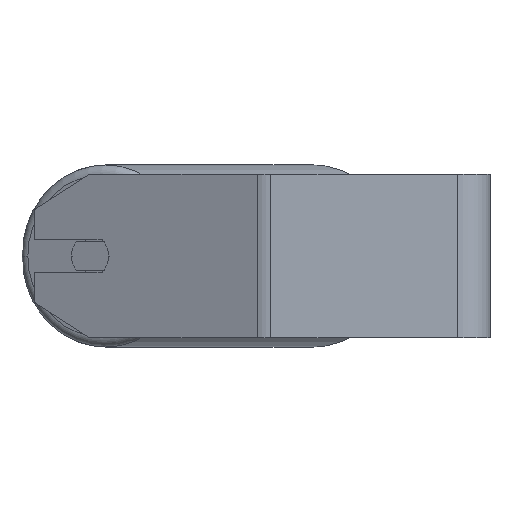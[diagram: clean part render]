
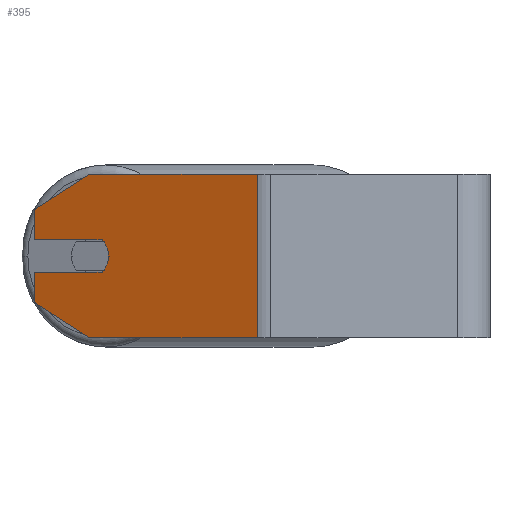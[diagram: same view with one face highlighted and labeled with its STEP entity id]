
A CAD part, left-side view. The second image highlights one B-rep face of the part: STEP entity #395.
In plain terms, the highlighted planar face has unit normal (-0.906, 0.423, 0).
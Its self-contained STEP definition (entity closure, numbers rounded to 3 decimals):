
#192 = ORIENTED_EDGE ( 'NONE', *, *, #2254, .T. ) ;
#393 = CARTESIAN_POINT ( 'NONE',  ( -260.424, 195.438, -40. ) ) ;
#395 = ADVANCED_FACE ( 'NONE', ( #6440 ), #5342, .F. ) ;
#525 = ORIENTED_EDGE ( 'NONE', *, *, #4556, .F. ) ;
#540 = EDGE_CURVE ( 'NONE', #4318, #4719, #3465, .T. ) ;
#552 = DIRECTION ( 'NONE',  ( -0.423, -0.906, 0. ) ) ;
#579 = CARTESIAN_POINT ( 'NONE',  ( -247.745, 222.627, 8. ) ) ;
#628 = DIRECTION ( 'NONE',  ( 0., 0., -1. ) ) ;
#667 = EDGE_CURVE ( 'NONE', #4106, #2108, #6201, .T. ) ;
#754 = VERTEX_POINT ( 'NONE', #1602 ) ;
#891 = VECTOR ( 'NONE', #1603, 1000. ) ;
#1023 = LINE ( 'NONE', #1516, #4693 ) ;
#1030 = EDGE_CURVE ( 'NONE', #2899, #5922, #1023, .T. ) ;
#1031 = ORIENTED_EDGE ( 'NONE', *, *, #1512, .T. ) ;
#1065 = VERTEX_POINT ( 'NONE', #2483 ) ;
#1149 = CARTESIAN_POINT ( 'NONE',  ( -262.959, 190., -8. ) ) ;
#1423 = VECTOR ( 'NONE', #6512, 1000. ) ;
#1512 = EDGE_CURVE ( 'NONE', #2108, #3207, #5028, .T. ) ;
#1516 = CARTESIAN_POINT ( 'NONE',  ( -247.745, 222.627, 22.679 ) ) ;
#1602 = CARTESIAN_POINT ( 'NONE',  ( -298.501, 113.78, 40. ) ) ;
#1603 = DIRECTION ( 'NONE',  ( 0.423, 0.906, 0. ) ) ;
#1683 = CARTESIAN_POINT ( 'NONE',  ( -260.424, 195.438, 0. ) ) ;
#1736 = CARTESIAN_POINT ( 'NONE',  ( -247.745, 222.627, 22.679 ) ) ;
#1777 = ORIENTED_EDGE ( 'NONE', *, *, #5021, .F. ) ;
#1975 = CARTESIAN_POINT ( 'NONE',  ( -247.745, 222.627, 40. ) ) ;
#2011 = ORIENTED_EDGE ( 'NONE', *, *, #667, .T. ) ;
#2069 = CARTESIAN_POINT ( 'NONE',  ( -260.424, 195.438, 40. ) ) ;
#2108 = VERTEX_POINT ( 'NONE', #4218 ) ;
#2239 = CARTESIAN_POINT ( 'NONE',  ( -247.745, 222.627, -8. ) ) ;
#2254 = EDGE_CURVE ( 'NONE', #5922, #1065, #5897, .T. ) ;
#2440 = DIRECTION ( 'NONE',  ( 0., 0., -1. ) ) ;
#2476 = ORIENTED_EDGE ( 'NONE', *, *, #1030, .T. ) ;
#2483 = CARTESIAN_POINT ( 'NONE',  ( -247.745, 222.627, 8. ) ) ;
#2636 = LINE ( 'NONE', #6932, #3376 ) ;
#2703 = VECTOR ( 'NONE', #552, 1000. ) ;
#2745 = ORIENTED_EDGE ( 'NONE', *, *, #4974, .F. ) ;
#2899 = VERTEX_POINT ( 'NONE', #2069 ) ;
#3155 = CIRCLE ( 'NONE', #6208, 10. ) ;
#3207 = VERTEX_POINT ( 'NONE', #5158 ) ;
#3231 = LINE ( 'NONE', #3271, #2703 ) ;
#3271 = CARTESIAN_POINT ( 'NONE',  ( -247.745, 222.627, -8. ) ) ;
#3337 = ORIENTED_EDGE ( 'NONE', *, *, #6013, .T. ) ;
#3376 = VECTOR ( 'NONE', #4757, 1000. ) ;
#3465 = CIRCLE ( 'NONE', #5147, 10. ) ;
#3835 = CARTESIAN_POINT ( 'NONE',  ( -247.745, 222.627, -40. ) ) ;
#3857 = CARTESIAN_POINT ( 'NONE',  ( -262.959, 190., 8. ) ) ;
#3870 = DIRECTION ( 'NONE',  ( 0.423, 0.906, 0. ) ) ;
#4106 = VERTEX_POINT ( 'NONE', #6342 ) ;
#4218 = CARTESIAN_POINT ( 'NONE',  ( -260.424, 195.438, -40. ) ) ;
#4318 = VERTEX_POINT ( 'NONE', #1149 ) ;
#4333 = CARTESIAN_POINT ( 'NONE',  ( -247.745, 222.627, 40. ) ) ;
#4357 = LINE ( 'NONE', #579, #891 ) ;
#4384 = DIRECTION ( 'NONE',  ( 0., 0., -1. ) ) ;
#4434 = DIRECTION ( 'NONE',  ( -0.423, -0.906, 0. ) ) ;
#4446 = EDGE_LOOP ( 'NONE', ( #4914, #4501, #3337, #2011, #1031, #4956, #2745, #2476, #192, #525, #1777 ) ) ;
#4501 = ORIENTED_EDGE ( 'NONE', *, *, #5025, .F. ) ;
#4505 = DIRECTION ( 'NONE',  ( -0.906, 0.423, 0. ) ) ;
#4556 = EDGE_CURVE ( 'NONE', #4737, #1065, #4357, .T. ) ;
#4676 = DIRECTION ( 'NONE',  ( -0.366, -0.785, -0.5 ) ) ;
#4693 = VECTOR ( 'NONE', #6258, 1000. ) ;
#4719 = VERTEX_POINT ( 'NONE', #4742 ) ;
#4737 = VERTEX_POINT ( 'NONE', #3857 ) ;
#4742 = CARTESIAN_POINT ( 'NONE',  ( -264.65, 186.374, 0. ) ) ;
#4757 = DIRECTION ( 'NONE',  ( -0.423, -0.906, 0. ) ) ;
#4862 = DIRECTION ( 'NONE',  ( -0.906, 0.423, 0. ) ) ;
#4865 = VECTOR ( 'NONE', #628, 1000. ) ;
#4914 = ORIENTED_EDGE ( 'NONE', *, *, #540, .F. ) ;
#4956 = ORIENTED_EDGE ( 'NONE', *, *, #6354, .F. ) ;
#4974 = EDGE_CURVE ( 'NONE', #2899, #754, #2636, .T. ) ;
#4991 = CARTESIAN_POINT ( 'NONE',  ( -260.424, 195.438, 0. ) ) ;
#5021 = EDGE_CURVE ( 'NONE', #4719, #4737, #3155, .T. ) ;
#5025 = EDGE_CURVE ( 'NONE', #5348, #4318, #3231, .T. ) ;
#5028 = LINE ( 'NONE', #3835, #1423 ) ;
#5147 = AXIS2_PLACEMENT_3D ( 'NONE', #4991, #4505, #4434 ) ;
#5158 = CARTESIAN_POINT ( 'NONE',  ( -298.501, 113.78, -40. ) ) ;
#5255 = AXIS2_PLACEMENT_3D ( 'NONE', #4333, #6930, #3870 ) ;
#5342 = PLANE ( 'NONE',  #5255 ) ;
#5348 = VERTEX_POINT ( 'NONE', #2239 ) ;
#5437 = CARTESIAN_POINT ( 'NONE',  ( -298.501, 113.78, 40. ) ) ;
#5470 = LINE ( 'NONE', #5437, #4865 ) ;
#5724 = LINE ( 'NONE', #1975, #5991 ) ;
#5897 = LINE ( 'NONE', #6596, #6613 ) ;
#5922 = VERTEX_POINT ( 'NONE', #1736 ) ;
#5949 = DIRECTION ( 'NONE',  ( -0.423, -0.906, 0. ) ) ;
#5991 = VECTOR ( 'NONE', #2440, 1000. ) ;
#6013 = EDGE_CURVE ( 'NONE', #5348, #4106, #5724, .T. ) ;
#6201 = LINE ( 'NONE', #393, #6614 ) ;
#6208 = AXIS2_PLACEMENT_3D ( 'NONE', #1683, #4862, #5949 ) ;
#6258 = DIRECTION ( 'NONE',  ( 0.366, 0.785, -0.5 ) ) ;
#6342 = CARTESIAN_POINT ( 'NONE',  ( -247.745, 222.627, -22.679 ) ) ;
#6354 = EDGE_CURVE ( 'NONE', #754, #3207, #5470, .T. ) ;
#6440 = FACE_OUTER_BOUND ( 'NONE', #4446, .T. ) ;
#6512 = DIRECTION ( 'NONE',  ( -0.423, -0.906, 0. ) ) ;
#6596 = CARTESIAN_POINT ( 'NONE',  ( -247.745, 222.627, 40. ) ) ;
#6613 = VECTOR ( 'NONE', #4384, 1000. ) ;
#6614 = VECTOR ( 'NONE', #4676, 1000. ) ;
#6930 = DIRECTION ( 'NONE',  ( 0.906, -0.423, 0. ) ) ;
#6932 = CARTESIAN_POINT ( 'NONE',  ( -247.745, 222.627, 40. ) ) ;
